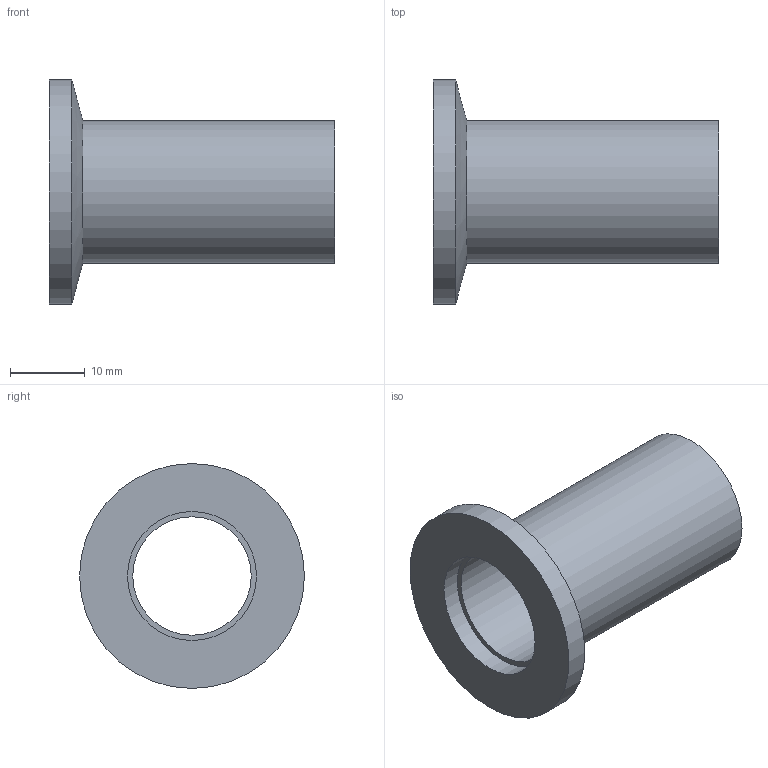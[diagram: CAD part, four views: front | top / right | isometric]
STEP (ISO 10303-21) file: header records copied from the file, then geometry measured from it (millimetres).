
FILE_DESCRIPTION(/* description */ (''),/* implementation_level */ '2;1');
FILE_NAME(/* name */ 'KF-HN-16-1.stp',/* time_stamp */ '2016-07-18T09:04:27+08:00',/* author */ ('wei_zheng'),/* organization */ (''),/* preprocessor_version */ 'ST-DEVELOPER v16.1',/* originating_system */ 'Autodesk Inventor 2016',/* authorisation */ '');
FILE_SCHEMA (('AUTOMOTIVE_DESIGN { 1 0 10303 214 3 1 1 }'));
Length unit declared in the file: millimetre
Products named in the file (1): 零件1
Bounding box: 38.1 x 30 x 30 mm (x, y, z)
Volume: 4899.4 mm3; surface area: 5240 mm2
Topology: 1 solids, 1 shells, 8 faces, 14 edges, 9 vertices
Faces by surface type: cylinder 4, plane 3, cone 1
Full cylindrical faces by diameter (mm): 15.8 x1, 17.2 x1, 19.1 x1, 30 x1
Entity records: 192 total; most frequent: DIRECTION 34, CARTESIAN_POINT 25, AXIS2_PLACEMENT_3D 17, EDGE_LOOP 16, ORIENTED_EDGE 16, FACE_BOUND 8, FACE_OUTER_BOUND 8, CIRCLE 8
